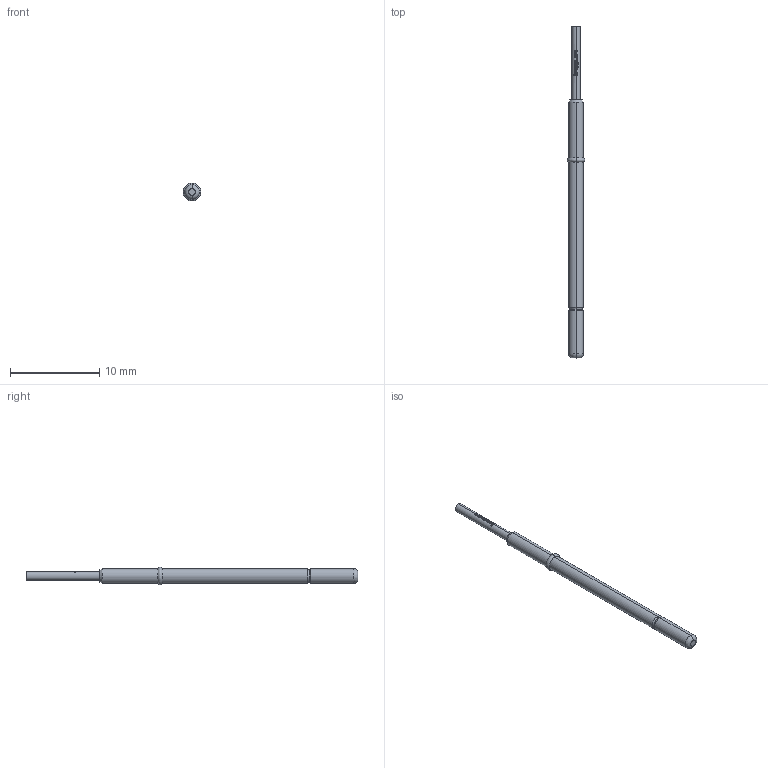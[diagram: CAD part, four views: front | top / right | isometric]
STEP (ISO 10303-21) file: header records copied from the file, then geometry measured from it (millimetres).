
FILE_DESCRIPTION (( 'STEP AP203' ), '1' );
FILE_NAME ('INGUN_GKS-112_302_100_A_xx07.STEP', '2022-01-10T09:40:21', ( 'ochi' ), ( '' ), 'SwSTEP 2.0', 'SolidWorks 2018', '' );
FILE_SCHEMA (( 'CONFIG_CONTROL_DESIGN' ));
Length unit declared in the file: millimetre
Products named in the file (1): INGUN_GKS-112_302_100_A_xx07
Bounding box: 2 x 37.3 x 2 mm (x, y, z)
Volume: 68.4 mm3; surface area: 180.6 mm2
Topology: 1 solids, 1 shells, 93 faces, 253 edges, 164 vertices
Faces by surface type: plane 43, bspline 22, cylinder 18, torus 8, cone 2
Entity records: 3282 total; most frequent: CARTESIAN_POINT 1011, ORIENTED_EDGE 506, DIRECTION 399, EDGE_CURVE 253, VERTEX_POINT 164, AXIS2_PLACEMENT_3D 160, EDGE_LOOP 95, ADVANCED_FACE 93
